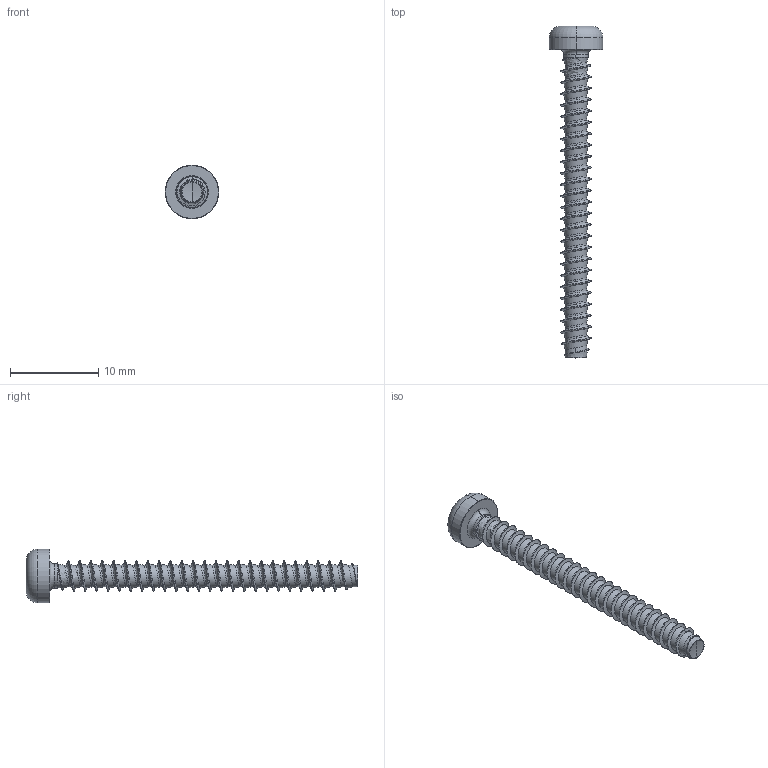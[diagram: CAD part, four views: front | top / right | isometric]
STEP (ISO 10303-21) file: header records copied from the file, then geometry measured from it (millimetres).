
FILE_DESCRIPTION (( 'STEP AP203' ), '1' );
FILE_NAME ('STP390350350.STEP', '2017-08-15T19:34:12', ( '' ), ( '' ), 'SwSTEP 2.0', 'SolidWorks 2015', '' );
FILE_SCHEMA (( 'CONFIG_CONTROL_DESIGN' ));
Products named in the file (1): STP390350350
Bounding box: 6.1 x 37.69 x 6.1 mm (x, y, z)
Volume: 256.5 mm3; surface area: 564 mm2
Topology: 1 solids, 1 shells, 132 faces, 346 edges, 216 vertices
Faces by surface type: cylinder 77, bspline 35, cone 10, torus 6, sphere 2, plane 2
Entity records: 34657 total; most frequent: CARTESIAN_POINT 31886, ORIENTED_EDGE 688, DIRECTION 399, EDGE_CURVE 344, VERTEX_POINT 216, AXIS2_PLACEMENT_3D 154, B_SPLINE_CURVE_WITH_KNOTS 144, EDGE_LOOP 134
